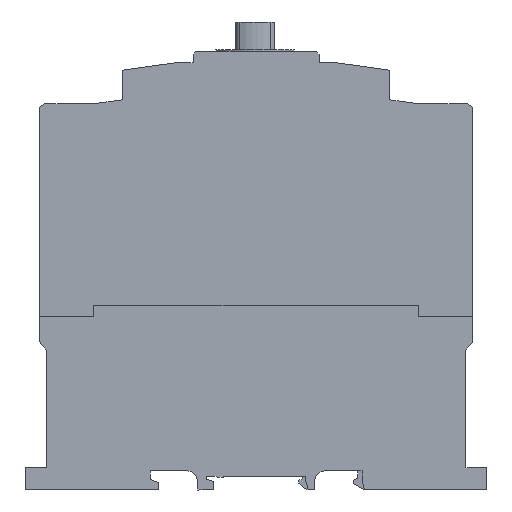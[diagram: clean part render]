
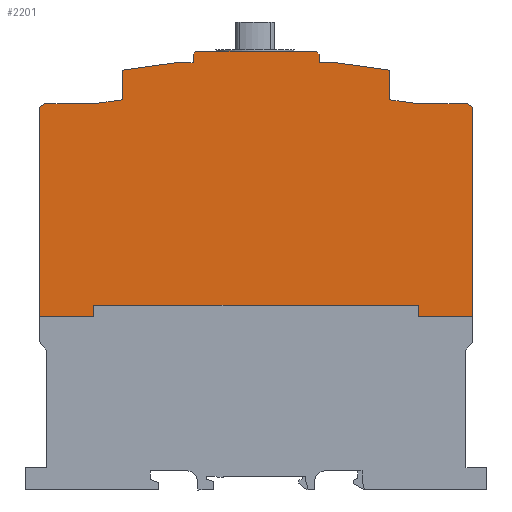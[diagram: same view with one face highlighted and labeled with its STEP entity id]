
A CAD part, left-side view. The second image highlights one B-rep face of the part: STEP entity #2201.
In plain terms, the highlighted planar face has unit normal (-1, 0, 0).
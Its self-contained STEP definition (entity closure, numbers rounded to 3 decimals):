
#244=FACE_OUTER_BOUND($,#346,.T.);
#346=EDGE_LOOP($,(#1644,#1645,#1646,#1647,#1648,#1649,#1650,#1651,#1652,
#1653,#1654,#1655,#1656,#1657,#1658,#1659,#1660,#1661,#1662,#1663,#1664,
#1665,#1666,#1667));
#427=LINE($,#3116,#764);
#430=LINE($,#3122,#767);
#433=LINE($,#3128,#770);
#436=LINE($,#3134,#773);
#439=LINE($,#3140,#776);
#442=LINE($,#3146,#779);
#445=LINE($,#3152,#782);
#448=LINE($,#3158,#785);
#451=LINE($,#3164,#788);
#454=LINE($,#3170,#791);
#457=LINE($,#3176,#794);
#460=LINE($,#3182,#797);
#463=LINE($,#3188,#800);
#466=LINE($,#3194,#803);
#469=LINE($,#3200,#806);
#472=LINE($,#3206,#809);
#475=LINE($,#3212,#812);
#478=LINE($,#3218,#815);
#481=LINE($,#3224,#818);
#484=LINE($,#3230,#821);
#487=LINE($,#3236,#824);
#490=LINE($,#3242,#827);
#493=LINE($,#3248,#830);
#496=LINE($,#3252,#833);
#764=VECTOR($,#2457,115.961);
#767=VECTOR($,#2462,3.993);
#770=VECTOR($,#2467,19.49);
#773=VECTOR($,#2472,74.776);
#776=VECTOR($,#2477,2.333);
#779=VECTOR($,#2482,17.493);
#782=VECTOR($,#2487,10.298);
#785=VECTOR($,#2492,10.553);
#788=VECTOR($,#2497,19.487);
#791=VECTOR($,#2502,5.991);
#794=VECTOR($,#2507,3.004);
#797=VECTOR($,#2512,1.416);
#800=VECTOR($,#2517,42.988);
#803=VECTOR($,#2522,1.413);
#806=VECTOR($,#2527,3.004);
#809=VECTOR($,#2532,6.002);
#812=VECTOR($,#2537,19.482);
#815=VECTOR($,#2542,10.554);
#818=VECTOR($,#2547,10.289);
#821=VECTOR($,#2552,17.495);
#824=VECTOR($,#2557,2.336);
#827=VECTOR($,#2562,74.774);
#830=VECTOR($,#2567,19.495);
#833=VECTOR($,#2572,3.993);
#1101=VERTEX_POINT($,#3113);
#1102=VERTEX_POINT($,#3115);
#1104=VERTEX_POINT($,#3121);
#1106=VERTEX_POINT($,#3127);
#1108=VERTEX_POINT($,#3133);
#1110=VERTEX_POINT($,#3139);
#1112=VERTEX_POINT($,#3145);
#1114=VERTEX_POINT($,#3151);
#1116=VERTEX_POINT($,#3157);
#1118=VERTEX_POINT($,#3163);
#1120=VERTEX_POINT($,#3169);
#1122=VERTEX_POINT($,#3175);
#1124=VERTEX_POINT($,#3181);
#1126=VERTEX_POINT($,#3187);
#1128=VERTEX_POINT($,#3193);
#1130=VERTEX_POINT($,#3199);
#1132=VERTEX_POINT($,#3205);
#1134=VERTEX_POINT($,#3211);
#1136=VERTEX_POINT($,#3217);
#1138=VERTEX_POINT($,#3223);
#1140=VERTEX_POINT($,#3229);
#1142=VERTEX_POINT($,#3235);
#1144=VERTEX_POINT($,#3241);
#1146=VERTEX_POINT($,#3247);
#1281=EDGE_CURVE($,#1102,#1101,#427,.T.);
#1284=EDGE_CURVE($,#1104,#1102,#430,.T.);
#1287=EDGE_CURVE($,#1106,#1104,#433,.T.);
#1290=EDGE_CURVE($,#1108,#1106,#436,.T.);
#1293=EDGE_CURVE($,#1110,#1108,#439,.T.);
#1296=EDGE_CURVE($,#1112,#1110,#442,.T.);
#1299=EDGE_CURVE($,#1114,#1112,#445,.T.);
#1302=EDGE_CURVE($,#1116,#1114,#448,.T.);
#1305=EDGE_CURVE($,#1118,#1116,#451,.T.);
#1308=EDGE_CURVE($,#1120,#1118,#454,.T.);
#1311=EDGE_CURVE($,#1122,#1120,#457,.T.);
#1314=EDGE_CURVE($,#1124,#1122,#460,.T.);
#1317=EDGE_CURVE($,#1126,#1124,#463,.T.);
#1320=EDGE_CURVE($,#1128,#1126,#466,.T.);
#1323=EDGE_CURVE($,#1130,#1128,#469,.T.);
#1326=EDGE_CURVE($,#1132,#1130,#472,.T.);
#1329=EDGE_CURVE($,#1134,#1132,#475,.T.);
#1332=EDGE_CURVE($,#1136,#1134,#478,.T.);
#1335=EDGE_CURVE($,#1138,#1136,#481,.T.);
#1338=EDGE_CURVE($,#1140,#1138,#484,.T.);
#1341=EDGE_CURVE($,#1142,#1140,#487,.T.);
#1344=EDGE_CURVE($,#1144,#1142,#490,.T.);
#1347=EDGE_CURVE($,#1146,#1144,#493,.T.);
#1350=EDGE_CURVE($,#1101,#1146,#496,.T.);
#1644=ORIENTED_EDGE($,*,*,#1350,.T.);
#1645=ORIENTED_EDGE($,*,*,#1347,.T.);
#1646=ORIENTED_EDGE($,*,*,#1344,.T.);
#1647=ORIENTED_EDGE($,*,*,#1341,.T.);
#1648=ORIENTED_EDGE($,*,*,#1338,.T.);
#1649=ORIENTED_EDGE($,*,*,#1335,.T.);
#1650=ORIENTED_EDGE($,*,*,#1332,.T.);
#1651=ORIENTED_EDGE($,*,*,#1329,.T.);
#1652=ORIENTED_EDGE($,*,*,#1326,.T.);
#1653=ORIENTED_EDGE($,*,*,#1323,.T.);
#1654=ORIENTED_EDGE($,*,*,#1320,.T.);
#1655=ORIENTED_EDGE($,*,*,#1317,.T.);
#1656=ORIENTED_EDGE($,*,*,#1314,.T.);
#1657=ORIENTED_EDGE($,*,*,#1311,.T.);
#1658=ORIENTED_EDGE($,*,*,#1308,.T.);
#1659=ORIENTED_EDGE($,*,*,#1305,.T.);
#1660=ORIENTED_EDGE($,*,*,#1302,.T.);
#1661=ORIENTED_EDGE($,*,*,#1299,.T.);
#1662=ORIENTED_EDGE($,*,*,#1296,.T.);
#1663=ORIENTED_EDGE($,*,*,#1293,.T.);
#1664=ORIENTED_EDGE($,*,*,#1290,.T.);
#1665=ORIENTED_EDGE($,*,*,#1287,.T.);
#1666=ORIENTED_EDGE($,*,*,#1284,.T.);
#1667=ORIENTED_EDGE($,*,*,#1281,.T.);
#2110=PLANE($,#2316);
#2201=ADVANCED_FACE($,(#244),#2110,.T.);
#2316=AXIS2_PLACEMENT_3D($,#3253,#2573,#2574);
#2457=DIRECTION($,(0.,-1.,0.));
#2462=DIRECTION($,(0.,0.,1.));
#2467=DIRECTION($,(0.,-1.,0.));
#2472=DIRECTION($,(0.,0.,-1.));
#2477=DIRECTION($,(0.,0.856,-0.517));
#2482=DIRECTION($,(0.,1.,0.));
#2487=DIRECTION($,(0.,0.99,-0.138));
#2492=DIRECTION($,(0.,0.,-1.));
#2497=DIRECTION($,(0.,0.99,-0.139));
#2502=DIRECTION($,(0.,1.,0.));
#2507=DIRECTION($,(0.,0.,-1.));
#2512=DIRECTION($,(0.,0.708,-0.706));
#2517=DIRECTION($,(0.,1.,0.));
#2522=DIRECTION($,(0.,0.707,0.708));
#2527=DIRECTION($,(0.,0.,1.));
#2532=DIRECTION($,(0.,1.,0.));
#2537=DIRECTION($,(0.,0.99,0.139));
#2542=DIRECTION($,(0.,0.,1.));
#2547=DIRECTION($,(0.,0.99,0.138));
#2552=DIRECTION($,(0.,1.,0.));
#2557=DIRECTION($,(0.,0.856,0.517));
#2562=DIRECTION($,(0.,0.,1.));
#2567=DIRECTION($,(0.,-1.,0.));
#2572=DIRECTION($,(0.,0.,-1.));
#2573=DIRECTION('center_axis',(-1.,0.,0.));
#2574=DIRECTION('ref_axis',(0.,0.,1.));
#3113=CARTESIAN_POINT('',(0.,-58.005,65.976));
#3115=CARTESIAN_POINT('',(0.,57.956,65.976));
#3116=CARTESIAN_POINT($,(0.,57.956,65.976));
#3121=CARTESIAN_POINT('',(0.,57.956,61.984));
#3122=CARTESIAN_POINT($,(0.,57.956,61.984));
#3127=CARTESIAN_POINT('',(0.,77.446,61.984));
#3128=CARTESIAN_POINT($,(0.,77.446,61.984));
#3133=CARTESIAN_POINT('',(0.,77.446,136.759));
#3134=CARTESIAN_POINT($,(0.,77.446,136.759));
#3139=CARTESIAN_POINT('',(0.,75.449,137.965));
#3140=CARTESIAN_POINT($,(0.,75.449,137.965));
#3145=CARTESIAN_POINT('',(0.,57.956,137.965));
#3146=CARTESIAN_POINT($,(0.,57.956,137.965));
#3151=CARTESIAN_POINT('',(0.,47.757,139.391));
#3152=CARTESIAN_POINT($,(0.,47.757,139.391));
#3157=CARTESIAN_POINT('',(0.,47.757,149.944));
#3158=CARTESIAN_POINT($,(0.,47.757,149.944));
#3163=CARTESIAN_POINT('',(0.,28.459,152.653));
#3164=CARTESIAN_POINT($,(0.,28.459,152.653));
#3169=CARTESIAN_POINT('',(0.,22.469,152.653));
#3170=CARTESIAN_POINT($,(0.,22.469,152.653));
#3175=CARTESIAN_POINT('',(0.,22.469,155.657));
#3176=CARTESIAN_POINT($,(0.,22.469,155.657));
#3181=CARTESIAN_POINT('',(0.,21.466,156.657));
#3182=CARTESIAN_POINT($,(0.,21.466,156.657));
#3187=CARTESIAN_POINT('',(0.,-21.522,156.657));
#3188=CARTESIAN_POINT($,(0.,-21.522,156.657));
#3193=CARTESIAN_POINT('',(0.,-22.52,155.657));
#3194=CARTESIAN_POINT($,(0.,-22.52,155.657));
#3199=CARTESIAN_POINT('',(0.,-22.52,152.653));
#3200=CARTESIAN_POINT($,(0.,-22.52,152.653));
#3205=CARTESIAN_POINT('',(0.,-28.522,152.653));
#3206=CARTESIAN_POINT($,(0.,-28.522,152.653));
#3211=CARTESIAN_POINT('',(0.,-47.816,149.944));
#3212=CARTESIAN_POINT($,(0.,-47.816,149.944));
#3217=CARTESIAN_POINT('',(0.,-47.816,139.39));
#3218=CARTESIAN_POINT($,(0.,-47.816,139.39));
#3223=CARTESIAN_POINT('',(0.,-58.005,137.965));
#3224=CARTESIAN_POINT($,(0.,-58.005,137.965));
#3229=CARTESIAN_POINT('',(0.,-75.5,137.965));
#3230=CARTESIAN_POINT($,(0.,-75.5,137.965));
#3235=CARTESIAN_POINT('',(0.,-77.501,136.758));
#3236=CARTESIAN_POINT($,(0.,-77.501,136.758));
#3241=CARTESIAN_POINT('',(0.,-77.501,61.984));
#3242=CARTESIAN_POINT($,(0.,-77.501,61.984));
#3247=CARTESIAN_POINT('',(0.,-58.005,61.984));
#3248=CARTESIAN_POINT($,(0.,-58.005,61.984));
#3252=CARTESIAN_POINT($,(0.,-58.005,65.976));
#3253=CARTESIAN_POINT('Origin',(0.,-0.027,
106.007));
